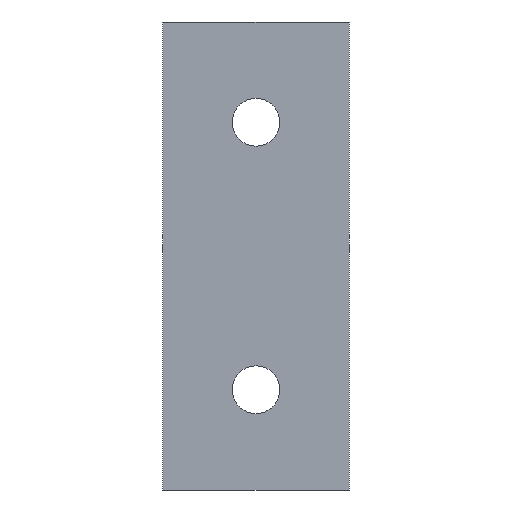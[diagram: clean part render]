
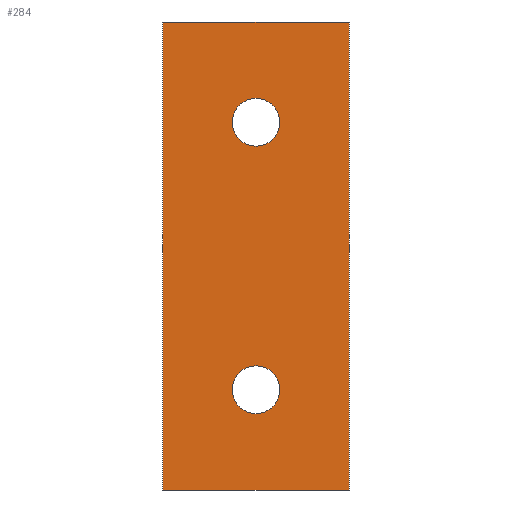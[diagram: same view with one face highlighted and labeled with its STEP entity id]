
A CAD part, left-side view. The second image highlights one B-rep face of the part: STEP entity #284.
In plain terms, the highlighted planar face has unit normal (-1, 0, 0).
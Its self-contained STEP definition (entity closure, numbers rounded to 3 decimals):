
#22 = VERTEX_POINT('',#23);
#23 = CARTESIAN_POINT('',(67.5,-19.5,180.858));
#32 = PLANE('',#33);
#33 = AXIS2_PLACEMENT_3D('',#34,#35,#36);
#34 = CARTESIAN_POINT('',(67.5,-19.5,180.858));
#35 = DIRECTION('',(0.,0.,1.));
#36 = DIRECTION('',(0.,1.,0.));
#44 = PLANE('',#45);
#45 = AXIS2_PLACEMENT_3D('',#46,#47,#48);
#46 = CARTESIAN_POINT('',(67.5,-19.5,82.858));
#47 = DIRECTION('',(0.,-1.,0.));
#48 = DIRECTION('',(0.,0.,1.));
#85 = VERTEX_POINT('',#86);
#86 = CARTESIAN_POINT('',(67.5,19.5,180.858));
#100 = PLANE('',#101);
#101 = AXIS2_PLACEMENT_3D('',#102,#103,#104);
#102 = CARTESIAN_POINT('',(67.5,19.5,180.858));
#103 = DIRECTION('',(0.,1.,0.));
#104 = DIRECTION('',(0.,0.,-1.));
#112 = EDGE_CURVE('',#22,#85,#113,.T.);
#113 = SURFACE_CURVE('',#114,(#118,#125),.PCURVE_S1.);
#114 = LINE('',#115,#116);
#115 = CARTESIAN_POINT('',(67.5,-19.5,180.858));
#116 = VECTOR('',#117,1.);
#117 = DIRECTION('',(0.,1.,0.));
#118 = PCURVE('',#32,#119);
#119 = DEFINITIONAL_REPRESENTATION('',(#120),#124);
#120 = LINE('',#121,#122);
#121 = CARTESIAN_POINT('',(0.,0.));
#122 = VECTOR('',#123,1.);
#123 = DIRECTION('',(1.,0.));
#124 = ( GEOMETRIC_REPRESENTATION_CONTEXT(2) 
PARAMETRIC_REPRESENTATION_CONTEXT() REPRESENTATION_CONTEXT('2D SPACE',''
  ) );
#125 = PCURVE('',#126,#131);
#126 = PLANE('',#127);
#127 = AXIS2_PLACEMENT_3D('',#128,#129,#130);
#128 = CARTESIAN_POINT('',(67.5,0.,131.858));
#129 = DIRECTION('',(1.,0.,0.));
#130 = DIRECTION('',(0.,0.,1.));
#131 = DEFINITIONAL_REPRESENTATION('',(#132),#136);
#132 = LINE('',#133,#134);
#133 = CARTESIAN_POINT('',(49.,19.5));
#134 = VECTOR('',#135,1.);
#135 = DIRECTION('',(0.,-1.));
#136 = ( GEOMETRIC_REPRESENTATION_CONTEXT(2) 
PARAMETRIC_REPRESENTATION_CONTEXT() REPRESENTATION_CONTEXT('2D SPACE',''
  ) );
#142 = VERTEX_POINT('',#143);
#143 = CARTESIAN_POINT('',(67.5,-19.5,82.858));
#159 = PLANE('',#160);
#160 = AXIS2_PLACEMENT_3D('',#161,#162,#163);
#161 = CARTESIAN_POINT('',(67.5,19.5,82.858));
#162 = DIRECTION('',(0.,0.,-1.));
#163 = DIRECTION('',(0.,-1.,0.));
#193 = EDGE_CURVE('',#142,#22,#194,.T.);
#194 = SURFACE_CURVE('',#195,(#199,#206),.PCURVE_S1.);
#195 = LINE('',#196,#197);
#196 = CARTESIAN_POINT('',(67.5,-19.5,82.858));
#197 = VECTOR('',#198,1.);
#198 = DIRECTION('',(0.,0.,1.));
#199 = PCURVE('',#44,#200);
#200 = DEFINITIONAL_REPRESENTATION('',(#201),#205);
#201 = LINE('',#202,#203);
#202 = CARTESIAN_POINT('',(0.,0.));
#203 = VECTOR('',#204,1.);
#204 = DIRECTION('',(1.,0.));
#205 = ( GEOMETRIC_REPRESENTATION_CONTEXT(2) 
PARAMETRIC_REPRESENTATION_CONTEXT() REPRESENTATION_CONTEXT('2D SPACE',''
  ) );
#206 = PCURVE('',#126,#207);
#207 = DEFINITIONAL_REPRESENTATION('',(#208),#212);
#208 = LINE('',#209,#210);
#209 = CARTESIAN_POINT('',(-49.,19.5));
#210 = VECTOR('',#211,1.);
#211 = DIRECTION('',(1.,0.));
#212 = ( GEOMETRIC_REPRESENTATION_CONTEXT(2) 
PARAMETRIC_REPRESENTATION_CONTEXT() REPRESENTATION_CONTEXT('2D SPACE',''
  ) );
#242 = VERTEX_POINT('',#243);
#243 = CARTESIAN_POINT('',(67.5,19.5,82.858));
#264 = EDGE_CURVE('',#85,#242,#265,.T.);
#265 = SURFACE_CURVE('',#266,(#270,#277),.PCURVE_S1.);
#266 = LINE('',#267,#268);
#267 = CARTESIAN_POINT('',(67.5,19.5,180.858));
#268 = VECTOR('',#269,1.);
#269 = DIRECTION('',(0.,0.,-1.));
#270 = PCURVE('',#100,#271);
#271 = DEFINITIONAL_REPRESENTATION('',(#272),#276);
#272 = LINE('',#273,#274);
#273 = CARTESIAN_POINT('',(0.,0.));
#274 = VECTOR('',#275,1.);
#275 = DIRECTION('',(1.,0.));
#276 = ( GEOMETRIC_REPRESENTATION_CONTEXT(2) 
PARAMETRIC_REPRESENTATION_CONTEXT() REPRESENTATION_CONTEXT('2D SPACE',''
  ) );
#277 = PCURVE('',#126,#278);
#278 = DEFINITIONAL_REPRESENTATION('',(#279),#283);
#279 = LINE('',#280,#281);
#280 = CARTESIAN_POINT('',(49.,-19.5));
#281 = VECTOR('',#282,1.);
#282 = DIRECTION('',(-1.,0.));
#283 = ( GEOMETRIC_REPRESENTATION_CONTEXT(2) 
PARAMETRIC_REPRESENTATION_CONTEXT() REPRESENTATION_CONTEXT('2D SPACE',''
  ) );
#284 = ADVANCED_FACE('',(#285,#311,#346),#126,.F.);
#285 = FACE_BOUND('',#286,.F.);
#286 = EDGE_LOOP('',(#287,#288,#289,#310));
#287 = ORIENTED_EDGE('',*,*,#112,.F.);
#288 = ORIENTED_EDGE('',*,*,#193,.F.);
#289 = ORIENTED_EDGE('',*,*,#290,.F.);
#290 = EDGE_CURVE('',#242,#142,#291,.T.);
#291 = SURFACE_CURVE('',#292,(#296,#303),.PCURVE_S1.);
#292 = LINE('',#293,#294);
#293 = CARTESIAN_POINT('',(67.5,19.5,82.858));
#294 = VECTOR('',#295,1.);
#295 = DIRECTION('',(0.,-1.,0.));
#296 = PCURVE('',#126,#297);
#297 = DEFINITIONAL_REPRESENTATION('',(#298),#302);
#298 = LINE('',#299,#300);
#299 = CARTESIAN_POINT('',(-49.,-19.5));
#300 = VECTOR('',#301,1.);
#301 = DIRECTION('',(0.,1.));
#302 = ( GEOMETRIC_REPRESENTATION_CONTEXT(2) 
PARAMETRIC_REPRESENTATION_CONTEXT() REPRESENTATION_CONTEXT('2D SPACE',''
  ) );
#303 = PCURVE('',#159,#304);
#304 = DEFINITIONAL_REPRESENTATION('',(#305),#309);
#305 = LINE('',#306,#307);
#306 = CARTESIAN_POINT('',(0.,-0.));
#307 = VECTOR('',#308,1.);
#308 = DIRECTION('',(1.,0.));
#309 = ( GEOMETRIC_REPRESENTATION_CONTEXT(2) 
PARAMETRIC_REPRESENTATION_CONTEXT() REPRESENTATION_CONTEXT('2D SPACE',''
  ) );
#310 = ORIENTED_EDGE('',*,*,#264,.F.);
#311 = FACE_BOUND('',#312,.F.);
#312 = EDGE_LOOP('',(#313));
#313 = ORIENTED_EDGE('',*,*,#314,.T.);
#314 = EDGE_CURVE('',#315,#315,#317,.T.);
#315 = VERTEX_POINT('',#316);
#316 = CARTESIAN_POINT('',(67.5,5.,159.858));
#317 = SURFACE_CURVE('',#318,(#323,#334),.PCURVE_S1.);
#318 = CIRCLE('',#319,5.);
#319 = AXIS2_PLACEMENT_3D('',#320,#321,#322);
#320 = CARTESIAN_POINT('',(67.5,0.,159.858));
#321 = DIRECTION('',(-1.,0.,0.));
#322 = DIRECTION('',(0.,1.,0.));
#323 = PCURVE('',#126,#324);
#324 = DEFINITIONAL_REPRESENTATION('',(#325),#333);
#325 = ( BOUNDED_CURVE() B_SPLINE_CURVE(2,(#326,#327,#328,#329,#330,#331
,#332),.UNSPECIFIED.,.T.,.F.) B_SPLINE_CURVE_WITH_KNOTS((1,2,2,2,2,1),(
    -2.094,0.,2.094,4.189,6.283,
8.378),.UNSPECIFIED.) CURVE() GEOMETRIC_REPRESENTATION_ITEM() 
RATIONAL_B_SPLINE_CURVE((1.,0.5,1.,0.5,1.,0.5,1.)) REPRESENTATION_ITEM(
  '') );
#326 = CARTESIAN_POINT('',(28.,-5.));
#327 = CARTESIAN_POINT('',(19.34,-5.));
#328 = CARTESIAN_POINT('',(23.67,2.5));
#329 = CARTESIAN_POINT('',(28.,10.));
#330 = CARTESIAN_POINT('',(32.33,2.5));
#331 = CARTESIAN_POINT('',(36.66,-5.));
#332 = CARTESIAN_POINT('',(28.,-5.));
#333 = ( GEOMETRIC_REPRESENTATION_CONTEXT(2) 
PARAMETRIC_REPRESENTATION_CONTEXT() REPRESENTATION_CONTEXT('2D SPACE',''
  ) );
#334 = PCURVE('',#335,#340);
#335 = CYLINDRICAL_SURFACE('',#336,5.);
#336 = AXIS2_PLACEMENT_3D('',#337,#338,#339);
#337 = CARTESIAN_POINT('',(51.5,0.,159.858));
#338 = DIRECTION('',(-1.,-0.,-0.));
#339 = DIRECTION('',(0.,1.,0.));
#340 = DEFINITIONAL_REPRESENTATION('',(#341),#345);
#341 = LINE('',#342,#343);
#342 = CARTESIAN_POINT('',(-6.283,-16.));
#343 = VECTOR('',#344,1.);
#344 = DIRECTION('',(1.,-0.));
#345 = ( GEOMETRIC_REPRESENTATION_CONTEXT(2) 
PARAMETRIC_REPRESENTATION_CONTEXT() REPRESENTATION_CONTEXT('2D SPACE',''
  ) );
#346 = FACE_BOUND('',#347,.F.);
#347 = EDGE_LOOP('',(#348));
#348 = ORIENTED_EDGE('',*,*,#349,.T.);
#349 = EDGE_CURVE('',#350,#350,#352,.T.);
#350 = VERTEX_POINT('',#351);
#351 = CARTESIAN_POINT('',(67.5,5.,103.858));
#352 = SURFACE_CURVE('',#353,(#358,#369),.PCURVE_S1.);
#353 = CIRCLE('',#354,5.);
#354 = AXIS2_PLACEMENT_3D('',#355,#356,#357);
#355 = CARTESIAN_POINT('',(67.5,0.,103.858));
#356 = DIRECTION('',(-1.,0.,0.));
#357 = DIRECTION('',(0.,1.,0.));
#358 = PCURVE('',#126,#359);
#359 = DEFINITIONAL_REPRESENTATION('',(#360),#368);
#360 = ( BOUNDED_CURVE() B_SPLINE_CURVE(2,(#361,#362,#363,#364,#365,#366
,#367),.UNSPECIFIED.,.T.,.F.) B_SPLINE_CURVE_WITH_KNOTS((1,2,2,2,2,1),(
    -2.094,0.,2.094,4.189,6.283,
8.378),.UNSPECIFIED.) CURVE() GEOMETRIC_REPRESENTATION_ITEM() 
RATIONAL_B_SPLINE_CURVE((1.,0.5,1.,0.5,1.,0.5,1.)) REPRESENTATION_ITEM(
  '') );
#361 = CARTESIAN_POINT('',(-28.,-5.));
#362 = CARTESIAN_POINT('',(-36.66,-5.));
#363 = CARTESIAN_POINT('',(-32.33,2.5));
#364 = CARTESIAN_POINT('',(-28.,10.));
#365 = CARTESIAN_POINT('',(-23.67,2.5));
#366 = CARTESIAN_POINT('',(-19.34,-5.));
#367 = CARTESIAN_POINT('',(-28.,-5.));
#368 = ( GEOMETRIC_REPRESENTATION_CONTEXT(2) 
PARAMETRIC_REPRESENTATION_CONTEXT() REPRESENTATION_CONTEXT('2D SPACE',''
  ) );
#369 = PCURVE('',#370,#375);
#370 = CYLINDRICAL_SURFACE('',#371,5.);
#371 = AXIS2_PLACEMENT_3D('',#372,#373,#374);
#372 = CARTESIAN_POINT('',(51.5,0.,103.858));
#373 = DIRECTION('',(-1.,-0.,-0.));
#374 = DIRECTION('',(0.,1.,0.));
#375 = DEFINITIONAL_REPRESENTATION('',(#376),#380);
#376 = LINE('',#377,#378);
#377 = CARTESIAN_POINT('',(-6.283,-16.));
#378 = VECTOR('',#379,1.);
#379 = DIRECTION('',(1.,-0.));
#380 = ( GEOMETRIC_REPRESENTATION_CONTEXT(2) 
PARAMETRIC_REPRESENTATION_CONTEXT() REPRESENTATION_CONTEXT('2D SPACE',''
  ) );
